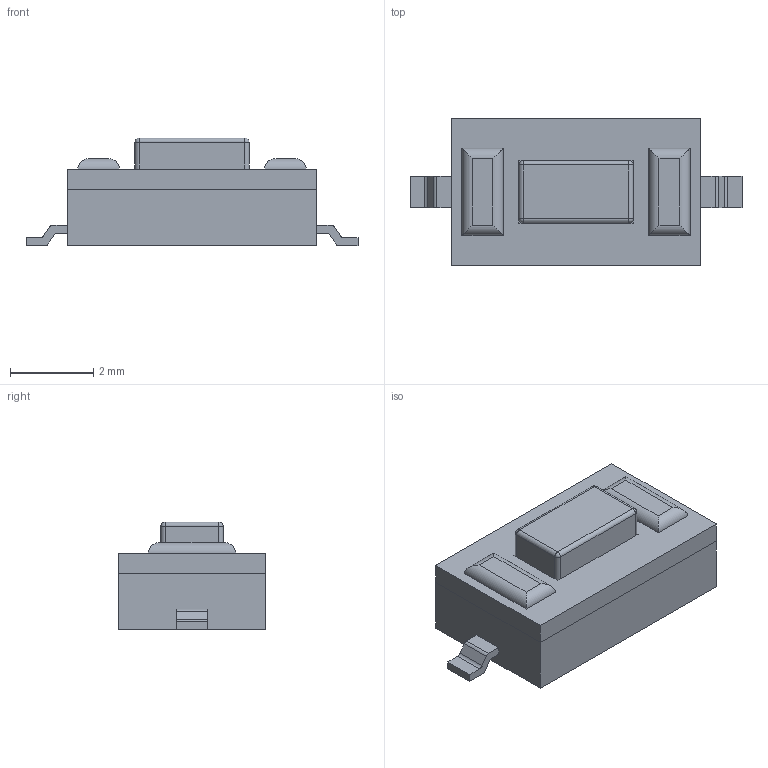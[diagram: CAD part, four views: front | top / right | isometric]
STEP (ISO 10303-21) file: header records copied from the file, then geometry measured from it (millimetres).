
FILE_DESCRIPTION(('FreeCAD Model'),'2;1');
FILE_NAME('SW_SPST_eBay_261995936109.step','2018-10-23T15:23:58',( 'kicad StepUp'),('ksu MCAD'),'Open CASCADE STEP processor 7.3', 'FreeCAD','Unknown');
FILE_SCHEMA(('AUTOMOTIVE_DESIGN { 1 0 10303 214 1 1 1 1 }'));
Length unit declared in the file: millimetre
Products named in the file (1): SW_SPST_eBay_261995936109
Bounding box: 8 x 3.55 x 2.6 mm (x, y, z)
Volume: 43.7 mm3; surface area: 90.6 mm2
Topology: 1 solids, 1 shells, 75 faces, 184 edges, 112 vertices
Faces by surface type: plane 47, cylinder 24, sphere 4
Entity records: 2682 total; most frequent: DIRECTION 372, CARTESIAN_POINT 368, ORIENTED_EDGE 360, EDGE_CURVE 180, LINE 140, VECTOR 140, AXIS2_PLACEMENT_3D 116, VERTEX_POINT 112
